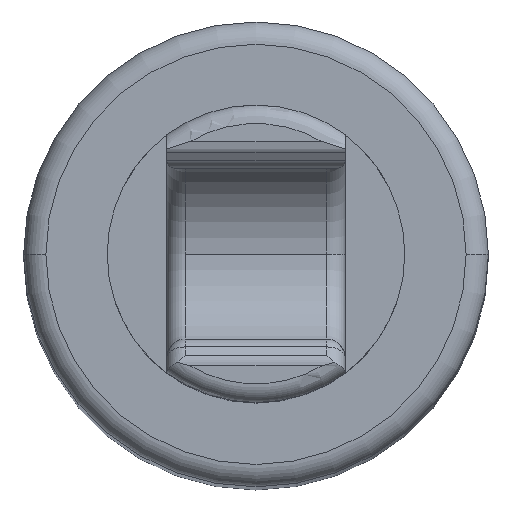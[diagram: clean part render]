
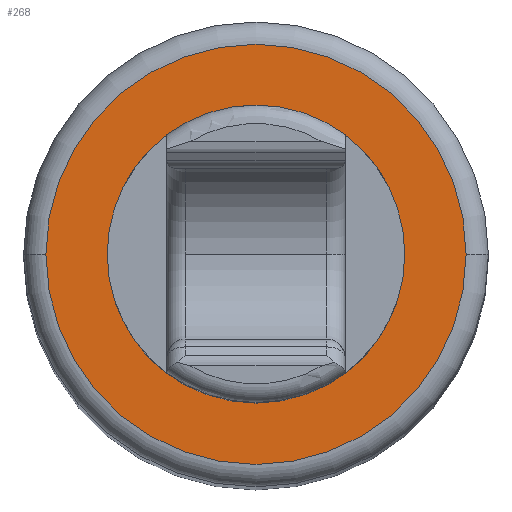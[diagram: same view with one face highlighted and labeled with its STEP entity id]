
A CAD part, top view. The second image highlights one B-rep face of the part: STEP entity #268.
In plain terms, the highlighted planar face has unit normal (0, 0, 1).
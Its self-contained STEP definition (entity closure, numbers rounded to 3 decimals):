
#18 = CIRCLE ( 'NONE', #282, 4. ) ;
#89 = ORIENTED_EDGE ( 'NONE', *, *, #1631, .T. ) ;
#179 = PLANE ( 'NONE',  #831 ) ;
#229 = CIRCLE ( 'NONE', #585, 5.65 ) ;
#268 = ADVANCED_FACE ( 'NONE', ( #1215, #901 ), #179, .T. ) ;
#282 = AXIS2_PLACEMENT_3D ( 'NONE', #1344, #1193, #1494 ) ;
#345 = CARTESIAN_POINT ( 'NONE',  ( -5.65, 0., 50. ) ) ;
#377 = VERTEX_POINT ( 'NONE', #1684 ) ;
#549 = DIRECTION ( 'NONE',  ( 0., 0., -1. ) ) ;
#585 = AXIS2_PLACEMENT_3D ( 'NONE', #1212, #1454, #1605 ) ;
#591 = VERTEX_POINT ( 'NONE', #1332 ) ;
#659 = ORIENTED_EDGE ( 'NONE', *, *, #664, .T. ) ;
#664 = EDGE_CURVE ( 'NONE', #1103, #731, #1671, .T. ) ;
#669 = CARTESIAN_POINT ( 'NONE',  ( 0., 0., 50. ) ) ;
#707 = ORIENTED_EDGE ( 'NONE', *, *, #812, .T. ) ;
#731 = VERTEX_POINT ( 'NONE', #870 ) ;
#751 = CARTESIAN_POINT ( 'NONE',  ( 0., 0., 50. ) ) ;
#812 = EDGE_CURVE ( 'NONE', #731, #1103, #229, .T. ) ;
#831 = AXIS2_PLACEMENT_3D ( 'NONE', #751, #1822, #1416 ) ;
#852 = EDGE_LOOP ( 'NONE', ( #1166, #89 ) ) ;
#870 = CARTESIAN_POINT ( 'NONE',  ( 5.65, 0., 50. ) ) ;
#901 = FACE_BOUND ( 'NONE', #852, .T. ) ;
#1103 = VERTEX_POINT ( 'NONE', #345 ) ;
#1129 = DIRECTION ( 'NONE',  ( 0., 0., 1. ) ) ;
#1166 = ORIENTED_EDGE ( 'NONE', *, *, #1720, .T. ) ;
#1193 = DIRECTION ( 'NONE',  ( 0., 0., -1. ) ) ;
#1212 = CARTESIAN_POINT ( 'NONE',  ( 0., 0., 50. ) ) ;
#1215 = FACE_OUTER_BOUND ( 'NONE', #1461, .T. ) ;
#1249 = CIRCLE ( 'NONE', #1549, 4. ) ;
#1284 = AXIS2_PLACEMENT_3D ( 'NONE', #1449, #1129, #1714 ) ;
#1332 = CARTESIAN_POINT ( 'NONE',  ( -4., 0., 50. ) ) ;
#1344 = CARTESIAN_POINT ( 'NONE',  ( 0., 0., 50. ) ) ;
#1390 = DIRECTION ( 'NONE',  ( -1., 0., 0. ) ) ;
#1416 = DIRECTION ( 'NONE',  ( 1., 0., 0. ) ) ;
#1449 = CARTESIAN_POINT ( 'NONE',  ( 0., 0., 50. ) ) ;
#1454 = DIRECTION ( 'NONE',  ( 0., 0., 1. ) ) ;
#1461 = EDGE_LOOP ( 'NONE', ( #707, #659 ) ) ;
#1494 = DIRECTION ( 'NONE',  ( -1., 0., 0. ) ) ;
#1549 = AXIS2_PLACEMENT_3D ( 'NONE', #669, #549, #1390 ) ;
#1605 = DIRECTION ( 'NONE',  ( 1., 0., 0. ) ) ;
#1631 = EDGE_CURVE ( 'NONE', #377, #591, #18, .T. ) ;
#1671 = CIRCLE ( 'NONE', #1284, 5.65 ) ;
#1684 = CARTESIAN_POINT ( 'NONE',  ( 4., 0., 50. ) ) ;
#1714 = DIRECTION ( 'NONE',  ( 1., 0., 0. ) ) ;
#1720 = EDGE_CURVE ( 'NONE', #591, #377, #1249, .T. ) ;
#1822 = DIRECTION ( 'NONE',  ( 0., 0., 1. ) ) ;
